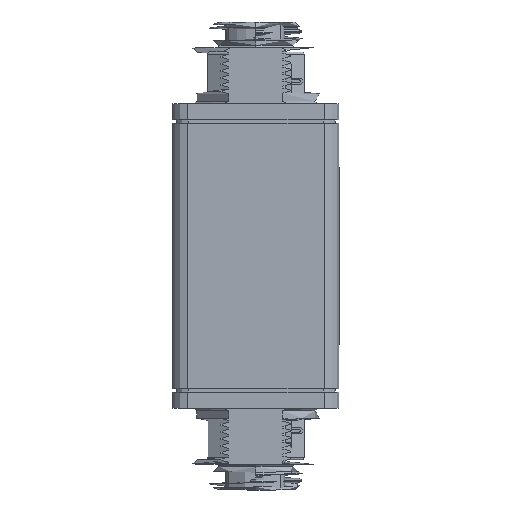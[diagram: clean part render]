
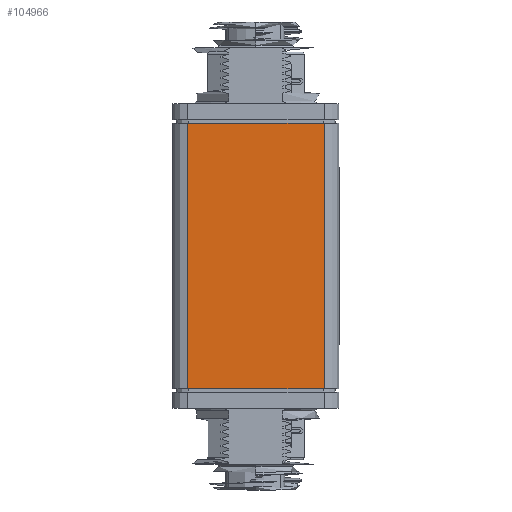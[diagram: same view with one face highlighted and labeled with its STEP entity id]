
A CAD part, left-side view. The second image highlights one B-rep face of the part: STEP entity #104966.
In plain terms, the highlighted planar face has unit normal (-1, 0, 0).
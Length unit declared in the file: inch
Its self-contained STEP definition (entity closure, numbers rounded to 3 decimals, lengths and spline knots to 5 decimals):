
#3417 = EDGE_CURVE ( 'NONE', #167112, #277624, #32816, .T. ) ;
#27296 = DIRECTION ( 'NONE',  ( 0., 0., -1. ) ) ;
#32816 = LINE ( 'NONE', #106738, #154281 ) ;
#39731 = CARTESIAN_POINT ( 'NONE',  ( 0., 0., 1.125 ) ) ;
#74609 = VERTEX_POINT ( 'NONE', #269952 ) ;
#104446 = ORIENTED_EDGE ( 'NONE', *, *, #166166, .T. ) ;
#104966 = ADVANCED_FACE ( 'NONE', ( #187427 ), #126521, .F. ) ;
#106738 = CARTESIAN_POINT ( 'NONE',  ( 0., 0.125, 1.125 ) ) ;
#115640 = ORIENTED_EDGE ( 'NONE', *, *, #234995, .T. ) ;
#126521 = PLANE ( 'NONE',  #188178 ) ;
#127445 = DIRECTION ( 'NONE',  ( 1., 0., 0. ) ) ;
#142483 = VECTOR ( 'NONE', #27296, 39.37008 ) ;
#142666 = VERTEX_POINT ( 'NONE', #265766 ) ;
#142690 = DIRECTION ( 'NONE',  ( 0., -1., 0. ) ) ;
#147124 = DIRECTION ( 'NONE',  ( 0., 0., 1. ) ) ;
#154281 = VECTOR ( 'NONE', #147124, 39.37008 ) ;
#157813 = EDGE_LOOP ( 'NONE', ( #206637, #104446, #115640, #212554 ) ) ;
#161619 = CARTESIAN_POINT ( 'NONE',  ( 0., 0., -1.125 ) ) ;
#166166 = EDGE_CURVE ( 'NONE', #74609, #142666, #193182, .T. ) ;
#167112 = VERTEX_POINT ( 'NONE', #193724 ) ;
#179203 = CARTESIAN_POINT ( 'NONE',  ( 0., 1.285, 1.125 ) ) ;
#187427 = FACE_OUTER_BOUND ( 'NONE', #157813, .T. ) ;
#188178 = AXIS2_PLACEMENT_3D ( 'NONE', #39731, #127445, #234027 ) ;
#190775 = VECTOR ( 'NONE', #276737, 39.37008 ) ;
#190809 = CARTESIAN_POINT ( 'NONE',  ( 0., 0., 1.125 ) ) ;
#193107 = CARTESIAN_POINT ( 'NONE',  ( 0., 0.125, 1.125 ) ) ;
#193182 = LINE ( 'NONE', #179203, #142483 ) ;
#193724 = CARTESIAN_POINT ( 'NONE',  ( 0., 0.125, -1.125 ) ) ;
#206637 = ORIENTED_EDGE ( 'NONE', *, *, #250842, .F. ) ;
#212554 = ORIENTED_EDGE ( 'NONE', *, *, #3417, .T. ) ;
#217701 = LINE ( 'NONE', #161619, #241191 ) ;
#234027 = DIRECTION ( 'NONE',  ( 0., 0., -1. ) ) ;
#234995 = EDGE_CURVE ( 'NONE', #142666, #167112, #217701, .T. ) ;
#241191 = VECTOR ( 'NONE', #142690, 39.37008 ) ;
#250842 = EDGE_CURVE ( 'NONE', #74609, #277624, #271752, .T. ) ;
#265766 = CARTESIAN_POINT ( 'NONE',  ( 0., 1.285, -1.125 ) ) ;
#269952 = CARTESIAN_POINT ( 'NONE',  ( 0., 1.285, 1.125 ) ) ;
#271752 = LINE ( 'NONE', #190809, #190775 ) ;
#276737 = DIRECTION ( 'NONE',  ( 0., -1., 0. ) ) ;
#277624 = VERTEX_POINT ( 'NONE', #193107 ) ;
